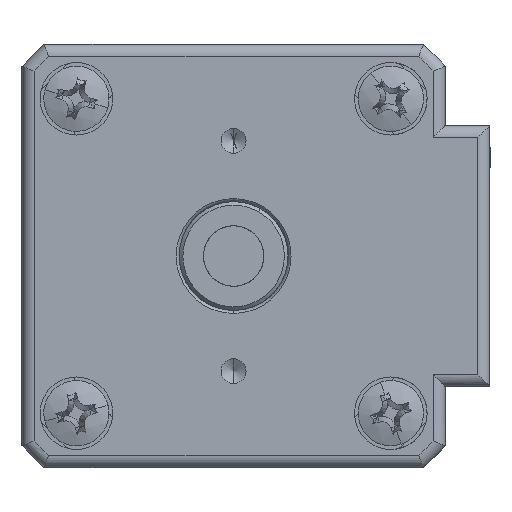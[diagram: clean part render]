
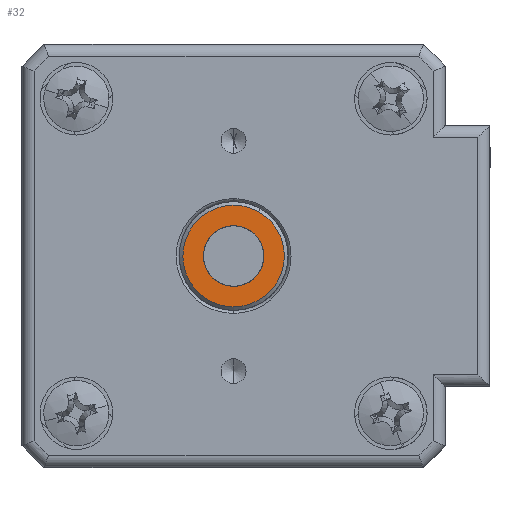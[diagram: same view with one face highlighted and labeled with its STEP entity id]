
A CAD part, front view. The second image highlights one B-rep face of the part: STEP entity #32.
In plain terms, the highlighted planar face has unit normal (0, -1, 0).
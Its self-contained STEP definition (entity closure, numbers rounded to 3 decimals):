
#32 = ADVANCED_FACE ( 'NONE', ( #7814, #7796 ), #8271, .F. ) ;
#386 = AXIS2_PLACEMENT_3D ( 'NONE', #1478, #1451, #1341 ) ;
#454 = ORIENTED_EDGE ( 'NONE', *, *, #2241, .T. ) ;
#666 = EDGE_CURVE ( 'NONE', #7780, #7376, #6961, .T. ) ;
#779 = VERTEX_POINT ( 'NONE', #2496 ) ;
#1174 = AXIS2_PLACEMENT_3D ( 'NONE', #8960, #8053, #8025 ) ;
#1341 = DIRECTION ( 'NONE',  ( -0.491, 0., -0.871 ) ) ;
#1451 = DIRECTION ( 'NONE',  ( 0., 1., 0. ) ) ;
#1478 = CARTESIAN_POINT ( 'NONE',  ( -51.225, 5.979, 19. ) ) ;
#1858 = CARTESIAN_POINT ( 'NONE',  ( -51.225, 5.979, 19. ) ) ;
#1929 = CARTESIAN_POINT ( 'NONE',  ( -49.998, 5.979, 21.178 ) ) ;
#2217 = EDGE_CURVE ( 'NONE', #4610, #779, #4832, .T. ) ;
#2241 = EDGE_CURVE ( 'NONE', #7376, #7780, #4762, .T. ) ;
#2496 = CARTESIAN_POINT ( 'NONE',  ( -53.286, 5.979, 15.34 ) ) ;
#2537 = DIRECTION ( 'NONE',  ( 0., 1., 0. ) ) ;
#2969 = CARTESIAN_POINT ( 'NONE',  ( -49.164, 5.979, 22.66 ) ) ;
#3349 = CARTESIAN_POINT ( 'NONE',  ( -51.225, 5.979, 19. ) ) ;
#3418 = DIRECTION ( 'NONE',  ( -0.491, 0., -0.871 ) ) ;
#3432 = DIRECTION ( 'NONE',  ( 0., -1., 0. ) ) ;
#3773 = AXIS2_PLACEMENT_3D ( 'NONE', #1858, #2537, #9121 ) ;
#4212 = ORIENTED_EDGE ( 'NONE', *, *, #7413, .T. ) ;
#4610 = VERTEX_POINT ( 'NONE', #2969 ) ;
#4762 = CIRCLE ( 'NONE', #386, 2.5 ) ;
#4832 = CIRCLE ( 'NONE', #4943, 4.2 ) ;
#4943 = AXIS2_PLACEMENT_3D ( 'NONE', #3349, #3432, #3418 ) ;
#5308 = AXIS2_PLACEMENT_3D ( 'NONE', #8379, #8374, #8341 ) ;
#5351 = CIRCLE ( 'NONE', #5308, 4.2 ) ;
#5760 = CARTESIAN_POINT ( 'NONE',  ( -52.452, 5.979, 16.822 ) ) ;
#6894 = ORIENTED_EDGE ( 'NONE', *, *, #2217, .T. ) ;
#6961 = CIRCLE ( 'NONE', #3773, 2.5 ) ;
#7376 = VERTEX_POINT ( 'NONE', #5760 ) ;
#7413 = EDGE_CURVE ( 'NONE', #779, #4610, #5351, .T. ) ;
#7780 = VERTEX_POINT ( 'NONE', #1929 ) ;
#7796 = FACE_BOUND ( 'NONE', #9239, .T. ) ;
#7814 = FACE_OUTER_BOUND ( 'NONE', #8121, .T. ) ;
#8025 = DIRECTION ( 'NONE',  ( -0.491, 0., -0.871 ) ) ;
#8053 = DIRECTION ( 'NONE',  ( 0., 1., 0. ) ) ;
#8121 = EDGE_LOOP ( 'NONE', ( #4212, #6894 ) ) ;
#8271 = PLANE ( 'NONE',  #1174 ) ;
#8341 = DIRECTION ( 'NONE',  ( -0.491, 0., -0.871 ) ) ;
#8374 = DIRECTION ( 'NONE',  ( 0., -1., 0. ) ) ;
#8379 = CARTESIAN_POINT ( 'NONE',  ( -51.225, 5.979, 19. ) ) ;
#8960 = CARTESIAN_POINT ( 'NONE',  ( -55.146, 5.979, 21.208 ) ) ;
#9121 = DIRECTION ( 'NONE',  ( -0.491, 0., -0.871 ) ) ;
#9239 = EDGE_LOOP ( 'NONE', ( #454, #9438 ) ) ;
#9438 = ORIENTED_EDGE ( 'NONE', *, *, #666, .T. ) ;
